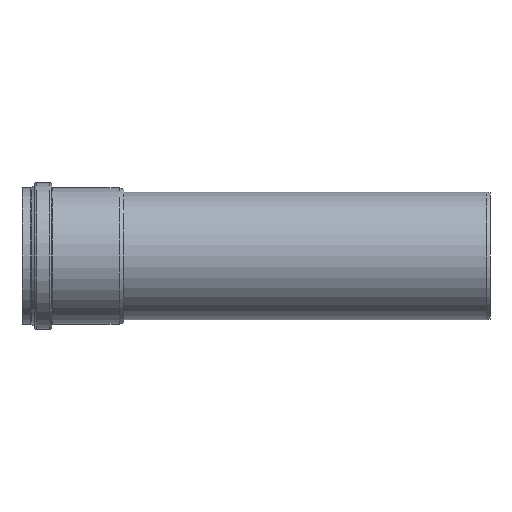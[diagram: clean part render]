
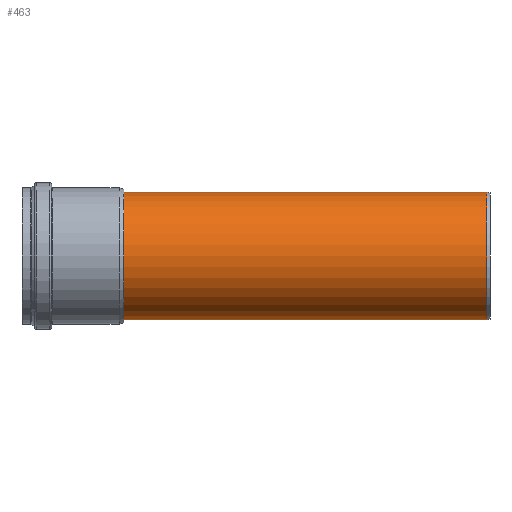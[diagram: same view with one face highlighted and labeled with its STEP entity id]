
A CAD part, left-side view. The second image highlights one B-rep face of the part: STEP entity #463.
In plain terms, the highlighted cylindrical face has radius 157.5 mm (diameter 315 mm), a full revolution.
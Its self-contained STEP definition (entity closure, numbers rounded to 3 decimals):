
#94=FACE_BOUND('',#211,.T.);
#134=FACE_OUTER_BOUND('',#210,.T.);
#210=EDGE_LOOP('',(#410));
#211=EDGE_LOOP('',(#411));
#253=CIRCLE('',#542,157.5);
#255=CIRCLE('',#545,157.5);
#293=VERTEX_POINT('',#832);
#295=VERTEX_POINT('',#837);
#333=EDGE_CURVE('',#293,#293,#253,.T.);
#335=EDGE_CURVE('',#295,#295,#255,.T.);
#410=ORIENTED_EDGE('',*,*,#335,.F.);
#411=ORIENTED_EDGE('',*,*,#333,.F.);
#425=CYLINDRICAL_SURFACE('',#544,157.5);
#463=ADVANCED_FACE('',(#134,#94),#425,.T.);
#542=AXIS2_PLACEMENT_3D('',#833,#700,#701);
#544=AXIS2_PLACEMENT_3D('',#836,#704,#705);
#545=AXIS2_PLACEMENT_3D('',#838,#706,#707);
#700=DIRECTION('center_axis',(0.,0.,1.));
#701=DIRECTION('ref_axis',(-1.,0.,0.));
#704=DIRECTION('center_axis',(0.,0.,1.));
#705=DIRECTION('ref_axis',(-1.,0.,0.));
#706=DIRECTION('center_axis',(0.,0.,-1.));
#707=DIRECTION('ref_axis',(-1.,0.,0.));
#832=CARTESIAN_POINT('',(157.5,0.,982.9));
#833=CARTESIAN_POINT('Origin',(0.,0.,982.9));
#836=CARTESIAN_POINT('Origin',(0.,0.,0.));
#837=CARTESIAN_POINT('',(157.5,0.,0.));
#838=CARTESIAN_POINT('Origin',(0.,0.,0.));
